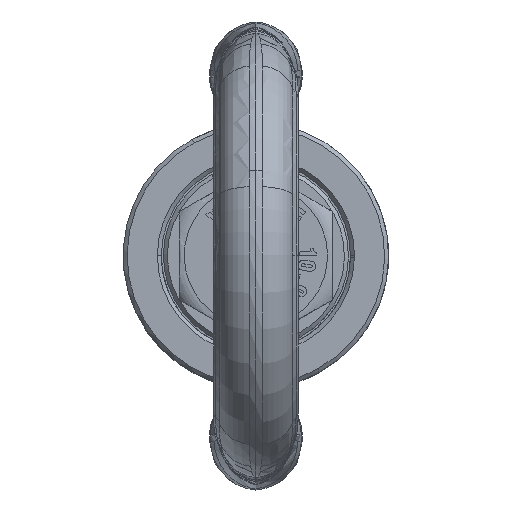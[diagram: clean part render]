
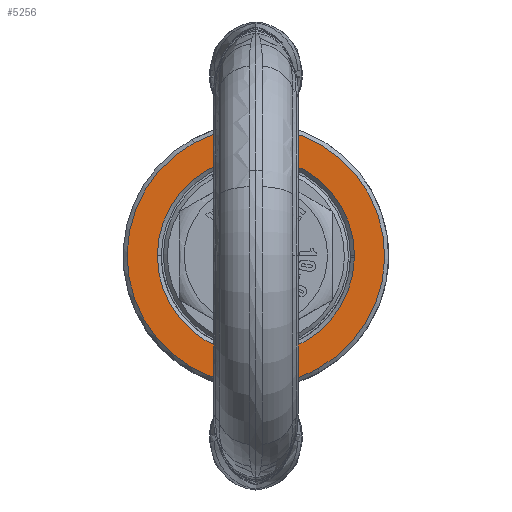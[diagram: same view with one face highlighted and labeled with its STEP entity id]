
A CAD part, top view. The second image highlights one B-rep face of the part: STEP entity #5256.
In plain terms, the highlighted planar face has unit normal (0, 0, 1).
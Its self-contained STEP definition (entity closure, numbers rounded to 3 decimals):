
#4360=CARTESIAN_POINT('Vertex',(7.671,-14.041,-0.7)) ;
#4367=CARTESIAN_POINT('Vertex',(-7.671,14.041,-0.7)) ;
#4370=CARTESIAN_POINT('Axis2P3D Location',(0.,0.,-0.7)) ;
#4391=CARTESIAN_POINT('Vertex',(5.235,-15.119,-0.7)) ;
#4394=CARTESIAN_POINT('Axis2P3D Location',(0.,0.,-0.7)) ;
#4411=CARTESIAN_POINT('Axis2P3D Location',(0.,0.,-0.7)) ;
#5220=CARTESIAN_POINT('Axis2P3D Location',(0.,-16.5,-0.7)) ;
#5230=CARTESIAN_POINT('Axis2P3D Location',(0.,0.,-0.7)) ;
#5234=CARTESIAN_POINT('Vertex',(12.25,0.,-0.7)) ;
#5236=CARTESIAN_POINT('Vertex',(-12.25,0.,-0.7)) ;
#5239=CARTESIAN_POINT('Axis2P3D Location',(0.,0.,-0.7)) ;
#5243=CARTESIAN_POINT('Vertex',(12.248,-0.241,-0.7)) ;
#5246=CARTESIAN_POINT('Axis2P3D Location',(0.,0.,-0.7)) ;
#4371=DIRECTION('Axis2P3D Direction',(0.,0.,-1.)) ;
#4395=DIRECTION('Axis2P3D Direction',(0.,0.,-1.)) ;
#4412=DIRECTION('Axis2P3D Direction',(0.,0.,-1.)) ;
#5221=DIRECTION('Axis2P3D Direction',(0.,0.,1.)) ;
#5222=DIRECTION('Axis2P3D XDirection',(1.,0.,0.)) ;
#5231=DIRECTION('Axis2P3D Direction',(0.,0.,1.)) ;
#5240=DIRECTION('Axis2P3D Direction',(0.,0.,1.)) ;
#5247=DIRECTION('Axis2P3D Direction',(0.,0.,1.)) ;
#4372=AXIS2_PLACEMENT_3D('Circle Axis2P3D',#4370,#4371,$) ;
#4396=AXIS2_PLACEMENT_3D('Circle Axis2P3D',#4394,#4395,$) ;
#4413=AXIS2_PLACEMENT_3D('Circle Axis2P3D',#4411,#4412,$) ;
#5223=AXIS2_PLACEMENT_3D('Plane Axis2P3D',#5220,#5221,#5222) ;
#5232=AXIS2_PLACEMENT_3D('Circle Axis2P3D',#5230,#5231,$) ;
#5241=AXIS2_PLACEMENT_3D('Circle Axis2P3D',#5239,#5240,$) ;
#5248=AXIS2_PLACEMENT_3D('Circle Axis2P3D',#5246,#5247,$) ;
#5226=ORIENTED_EDGE('',*,*,#4415,.T.) ;
#5227=ORIENTED_EDGE('',*,*,#4398,.T.) ;
#5228=ORIENTED_EDGE('',*,*,#4374,.T.) ;
#5252=ORIENTED_EDGE('',*,*,#5238,.F.) ;
#5253=ORIENTED_EDGE('',*,*,#5245,.F.) ;
#5254=ORIENTED_EDGE('',*,*,#5250,.F.) ;
#5255=FACE_BOUND('',#5251,.T.) ;
#5256=ADVANCED_FACE('YK8231-010C-M',(#5229,#5255),#5224,.T.) ;
#4373=CIRCLE('generated circle',#4372,16.) ;
#4397=CIRCLE('generated circle',#4396,16.) ;
#4414=CIRCLE('generated circle',#4413,16.) ;
#5233=CIRCLE('generated circle',#5232,12.25) ;
#5242=CIRCLE('generated circle',#5241,12.25) ;
#5249=CIRCLE('generated circle',#5248,12.25) ;
#4374=EDGE_CURVE('',#4361,#4368,#4373,.F.) ;
#4398=EDGE_CURVE('',#4392,#4361,#4397,.F.) ;
#4415=EDGE_CURVE('',#4368,#4392,#4414,.F.) ;
#5238=EDGE_CURVE('',#5235,#5237,#5233,.T.) ;
#5245=EDGE_CURVE('',#5244,#5235,#5242,.T.) ;
#5250=EDGE_CURVE('',#5237,#5244,#5249,.T.) ;
#5225=EDGE_LOOP('',(#5226,#5227,#5228)) ;
#5251=EDGE_LOOP('',(#5252,#5253,#5254)) ;
#5229=FACE_OUTER_BOUND('',#5225,.T.) ;
#5224=PLANE('',#5223) ;
#4361=VERTEX_POINT('',#4360) ;
#4368=VERTEX_POINT('',#4367) ;
#4392=VERTEX_POINT('',#4391) ;
#5235=VERTEX_POINT('',#5234) ;
#5237=VERTEX_POINT('',#5236) ;
#5244=VERTEX_POINT('',#5243) ;
